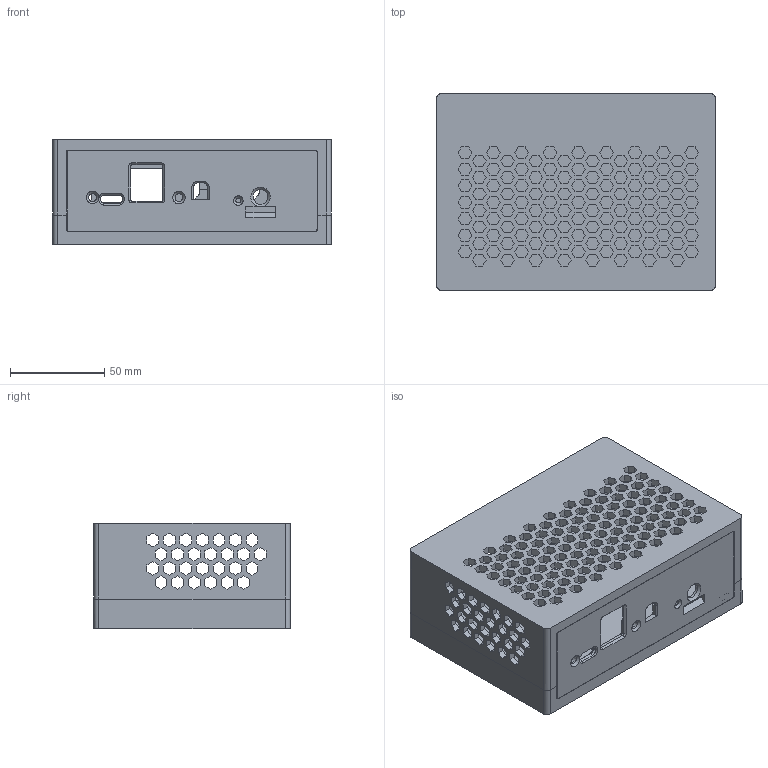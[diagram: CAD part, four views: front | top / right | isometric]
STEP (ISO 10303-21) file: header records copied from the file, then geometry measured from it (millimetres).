
FILE_DESCRIPTION(('FreeCAD Model'),'2;1');
FILE_NAME('Open CASCADE Shape Model','2025-05-05T04:31:56',('FreeCAD'),( 'FreeCAD'),'Open CASCADE STEP processor 7.6','FreeCAD','Unknown');
FILE_SCHEMA(('AUTOMOTIVE_DESIGN { 1 0 10303 214 1 1 1 1 }'));
Products named in the file (1): Open CASCADE STEP translator 7.6 1
Bounding box: 147.92 x 104.3 x 55.78 mm (x, y, z)
Volume: 176160 mm3; surface area: 127962.7 mm2
Topology: 4 solids, 4 shells, 1548 faces, 4519 edges, 2974 vertices
Faces by surface type: bspline 1548
Entity records: 46826 total; most frequent: CARTESIAN_POINT 19384, ORIENTED_EDGE 9022, EDGE_CURVE 4511, B_SPLINE_CURVE_WITH_KNOTS 4154, VERTEX_POINT 2974, FACE_BOUND 1933, EDGE_LOOP 1933, ADVANCED_FACE 1548
